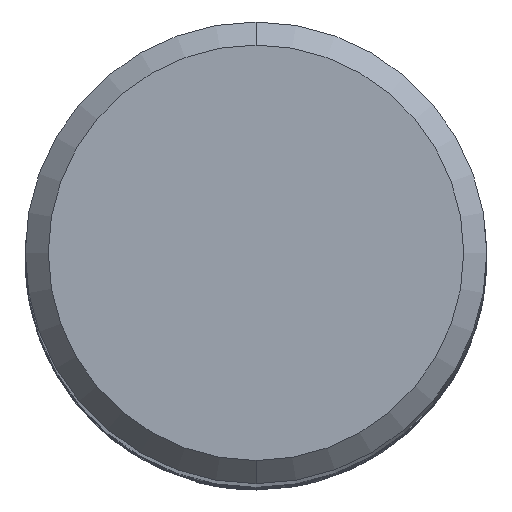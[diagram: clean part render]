
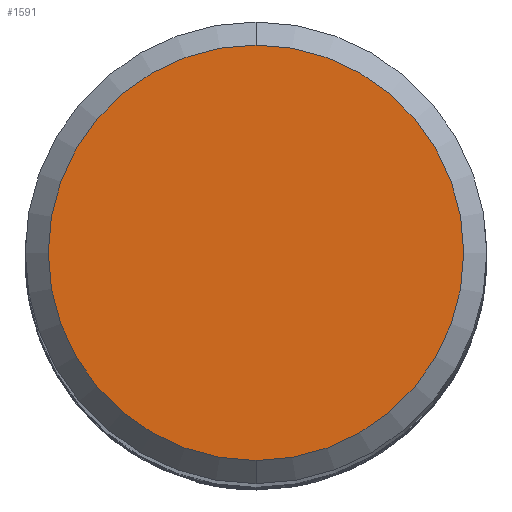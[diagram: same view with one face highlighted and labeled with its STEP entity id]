
A CAD part, top view. The second image highlights one B-rep face of the part: STEP entity #1591.
In plain terms, the highlighted planar face has unit normal (0, 0, 1).
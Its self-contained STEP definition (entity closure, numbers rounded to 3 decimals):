
#831=EDGE_CURVE('',#1595,#1801,#2313,.T.);
#1277=EDGE_CURVE('',#1801,#1595,#2795,.T.);
#1591=ADVANCED_FACE('',(#3137),#3138,.T.);
#1595=VERTEX_POINT('',#3142);
#1801=VERTEX_POINT('',#3363);
#2313=CIRCLE('',#5224,4.5);
#2795=CIRCLE('',#12299,4.5);
#3137=FACE_OUTER_BOUND('',#16956,.T.);
#3138=PLANE('',#16957);
#3142=CARTESIAN_POINT('',(0.,-4.5,0.0));
#3363=CARTESIAN_POINT('',(0.0,4.5,0.0));
#5224=AXIS2_PLACEMENT_3D('',#29194,#29195,#29196);
#12299=AXIS2_PLACEMENT_3D('',#29624,#29625,#29626);
#16956=EDGE_LOOP('',(#29974,#29975));
#16957=AXIS2_PLACEMENT_3D('',#29976,#29977,#29978);
#29194=CARTESIAN_POINT('',(0.0,0.0,0.0));
#29195=DIRECTION('',(0.0,0.0,-1.0));
#29196=DIRECTION('',(0.0,1.0,0.0));
#29624=CARTESIAN_POINT('',(0.0,0.0,0.0));
#29625=DIRECTION('',(0.0,0.0,-1.0));
#29626=DIRECTION('',(0.0,1.0,0.0));
#29974=ORIENTED_EDGE('',*,*,#1277,.F.);
#29975=ORIENTED_EDGE('',*,*,#831,.F.);
#29976=CARTESIAN_POINT('',(0.0,2.25,0.0));
#29977=DIRECTION('',(-0.0,0.0,1.0));
#29978=DIRECTION('',(0.0,-1.0,0.0));
